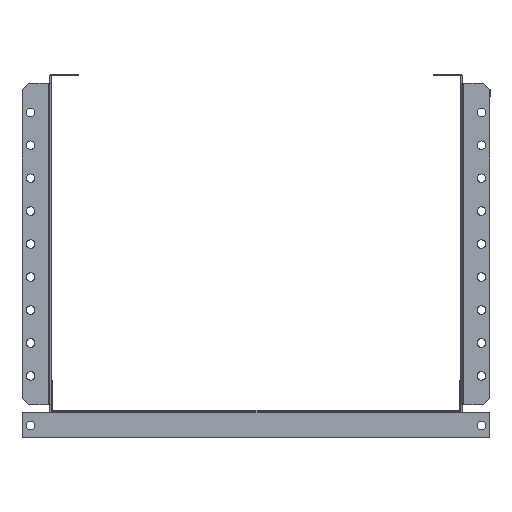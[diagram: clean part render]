
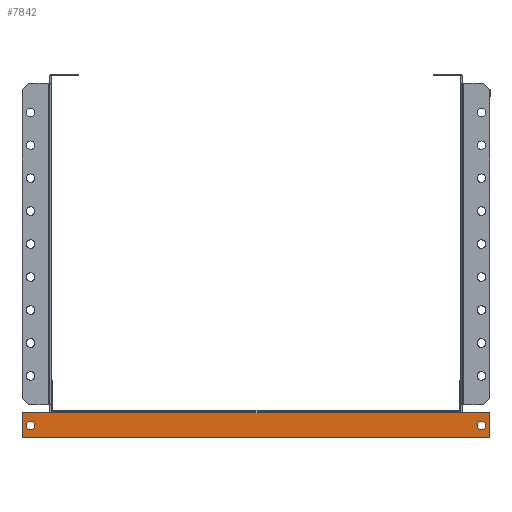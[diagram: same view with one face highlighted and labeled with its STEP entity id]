
A CAD part, left-side view. The second image highlights one B-rep face of the part: STEP entity #7842.
In plain terms, the highlighted planar face has unit normal (-1, 0, 0).
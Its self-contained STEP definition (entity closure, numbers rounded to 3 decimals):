
#263 = CARTESIAN_POINT ( 'NONE',  ( 0., 324.5, -11.5 ) ) ;
#394 = CARTESIAN_POINT ( 'NONE',  ( 0., -17.5, -14.75 ) ) ;
#474 = CARTESIAN_POINT ( 'NONE',  ( 0., 331., -2. ) ) ;
#824 = ORIENTED_EDGE ( 'NONE', *, *, #14348, .T. ) ;
#906 = EDGE_CURVE ( 'NONE', #21212, #7888, #20304, .T. ) ;
#1054 = CARTESIAN_POINT ( 'NONE',  ( 0., 324.5, -14.75 ) ) ;
#1272 = DIRECTION ( 'NONE',  ( 0., 1., 0. ) ) ;
#1859 = EDGE_CURVE ( 'NONE', #35379, #5882, #7680, .T. ) ;
#1982 = DIRECTION ( 'NONE',  ( 0., 0., 1. ) ) ;
#2140 = ORIENTED_EDGE ( 'NONE', *, *, #13698, .F. ) ;
#2492 = DIRECTION ( 'NONE',  ( 1., 0., 0. ) ) ;
#2992 = VERTEX_POINT ( 'NONE', #6606 ) ;
#3080 = CARTESIAN_POINT ( 'NONE',  ( 0., 0., 0. ) ) ;
#3728 = CIRCLE ( 'NONE', #17287, 3.25 ) ;
#4187 = CARTESIAN_POINT ( 'NONE',  ( 0., 324.5, -11.5 ) ) ;
#4370 = CARTESIAN_POINT ( 'NONE',  ( 0., 331., -2. ) ) ;
#4579 = DIRECTION ( 'NONE',  ( 1., 0., 0. ) ) ;
#5128 = CARTESIAN_POINT ( 'NONE',  ( 0., 0., -2. ) ) ;
#5440 = DIRECTION ( 'NONE',  ( 0., 0., -1. ) ) ;
#5746 = EDGE_CURVE ( 'NONE', #20040, #2992, #19560, .T. ) ;
#5839 = CIRCLE ( 'NONE', #26499, 3.25 ) ;
#5882 = VERTEX_POINT ( 'NONE', #17684 ) ;
#6252 = VECTOR ( 'NONE', #28376, 1000. ) ;
#6606 = CARTESIAN_POINT ( 'NONE',  ( 0., 307., -2. ) ) ;
#6928 = VERTEX_POINT ( 'NONE', #27876 ) ;
#7599 = VERTEX_POINT ( 'NONE', #394 ) ;
#7680 = LINE ( 'NONE', #4370, #35020 ) ;
#7842 = ADVANCED_FACE ( 'NONE', ( #31549, #16576, #11395 ), #25635, .T. ) ;
#7888 = VERTEX_POINT ( 'NONE', #22303 ) ;
#8052 = VECTOR ( 'NONE', #31741, 1000. ) ;
#8087 = VERTEX_POINT ( 'NONE', #24126 ) ;
#8298 = ORIENTED_EDGE ( 'NONE', *, *, #23357, .T. ) ;
#9180 = LINE ( 'NONE', #20462, #8052 ) ;
#9268 = EDGE_CURVE ( 'NONE', #15755, #6928, #26587, .T. ) ;
#9506 = VECTOR ( 'NONE', #36197, 1000. ) ;
#10642 = ORIENTED_EDGE ( 'NONE', *, *, #5746, .T. ) ;
#11027 = DIRECTION ( 'NONE',  ( 1., 0., 0. ) ) ;
#11395 = FACE_OUTER_BOUND ( 'NONE', #35023, .T. ) ;
#13371 = EDGE_CURVE ( 'NONE', #6928, #20040, #18807, .T. ) ;
#13475 = EDGE_LOOP ( 'NONE', ( #824, #8298 ) ) ;
#13698 = EDGE_CURVE ( 'NONE', #15755, #5882, #9180, .T. ) ;
#14203 = ORIENTED_EDGE ( 'NONE', *, *, #15883, .T. ) ;
#14348 = EDGE_CURVE ( 'NONE', #7599, #8087, #22840, .T. ) ;
#15680 = DIRECTION ( 'NONE',  ( 0., 0., 1. ) ) ;
#15755 = VERTEX_POINT ( 'NONE', #33372 ) ;
#15866 = DIRECTION ( 'NONE',  ( 0., 0., 1. ) ) ;
#15883 = EDGE_CURVE ( 'NONE', #2992, #35379, #31339, .T. ) ;
#16367 = CARTESIAN_POINT ( 'NONE',  ( 0., 0., -2. ) ) ;
#16576 = FACE_BOUND ( 'NONE', #13475, .T. ) ;
#16790 = AXIS2_PLACEMENT_3D ( 'NONE', #3080, #31370, #25806 ) ;
#17287 = AXIS2_PLACEMENT_3D ( 'NONE', #36374, #11027, #1982 ) ;
#17601 = ORIENTED_EDGE ( 'NONE', *, *, #33238, .T. ) ;
#17684 = CARTESIAN_POINT ( 'NONE',  ( 0., 331., -21. ) ) ;
#18639 = CARTESIAN_POINT ( 'NONE',  ( 0., -17.5, -11.5 ) ) ;
#18807 = LINE ( 'NONE', #35293, #23980 ) ;
#19560 = LINE ( 'NONE', #5128, #9506 ) ;
#19828 = ORIENTED_EDGE ( 'NONE', *, *, #906, .T. ) ;
#20040 = VERTEX_POINT ( 'NONE', #16367 ) ;
#20304 = CIRCLE ( 'NONE', #23843, 3.25 ) ;
#20462 = CARTESIAN_POINT ( 'NONE',  ( 0., 307., -21. ) ) ;
#21067 = AXIS2_PLACEMENT_3D ( 'NONE', #18639, #4579, #15866 ) ;
#21212 = VERTEX_POINT ( 'NONE', #1054 ) ;
#22303 = CARTESIAN_POINT ( 'NONE',  ( 0., 324.5, -8.25 ) ) ;
#22840 = CIRCLE ( 'NONE', #21067, 3.25 ) ;
#23357 = EDGE_CURVE ( 'NONE', #8087, #7599, #3728, .T. ) ;
#23843 = AXIS2_PLACEMENT_3D ( 'NONE', #4187, #25201, #36114 ) ;
#23980 = VECTOR ( 'NONE', #1272, 1000. ) ;
#24126 = CARTESIAN_POINT ( 'NONE',  ( 0., -17.5, -8.25 ) ) ;
#24497 = ORIENTED_EDGE ( 'NONE', *, *, #1859, .T. ) ;
#25201 = DIRECTION ( 'NONE',  ( 1., 0., 0. ) ) ;
#25603 = CARTESIAN_POINT ( 'NONE',  ( 0., 307., -2. ) ) ;
#25635 = PLANE ( 'NONE',  #16790 ) ;
#25806 = DIRECTION ( 'NONE',  ( 0., 0., 1. ) ) ;
#26499 = AXIS2_PLACEMENT_3D ( 'NONE', #263, #2492, #5440 ) ;
#26587 = LINE ( 'NONE', #32139, #35170 ) ;
#27282 = DIRECTION ( 'NONE',  ( 0., 0., -1. ) ) ;
#27876 = CARTESIAN_POINT ( 'NONE',  ( 0., -24., -2. ) ) ;
#28376 = DIRECTION ( 'NONE',  ( 0., 1., 0. ) ) ;
#29607 = ORIENTED_EDGE ( 'NONE', *, *, #9268, .T. ) ;
#31339 = LINE ( 'NONE', #25603, #6252 ) ;
#31370 = DIRECTION ( 'NONE',  ( -1., 0., 0. ) ) ;
#31376 = ORIENTED_EDGE ( 'NONE', *, *, #13371, .T. ) ;
#31549 = FACE_BOUND ( 'NONE', #32889, .T. ) ;
#31741 = DIRECTION ( 'NONE',  ( 0., 1., 0. ) ) ;
#32139 = CARTESIAN_POINT ( 'NONE',  ( 0., -24., -2. ) ) ;
#32889 = EDGE_LOOP ( 'NONE', ( #19828, #17601 ) ) ;
#33238 = EDGE_CURVE ( 'NONE', #7888, #21212, #5839, .T. ) ;
#33372 = CARTESIAN_POINT ( 'NONE',  ( 0., -24., -21. ) ) ;
#35020 = VECTOR ( 'NONE', #27282, 1000. ) ;
#35023 = EDGE_LOOP ( 'NONE', ( #2140, #29607, #31376, #10642, #14203, #24497 ) ) ;
#35170 = VECTOR ( 'NONE', #15680, 1000. ) ;
#35293 = CARTESIAN_POINT ( 'NONE',  ( 0., 0., -2. ) ) ;
#35379 = VERTEX_POINT ( 'NONE', #474 ) ;
#36114 = DIRECTION ( 'NONE',  ( 0., 0., -1. ) ) ;
#36197 = DIRECTION ( 'NONE',  ( 0., 1., 0. ) ) ;
#36374 = CARTESIAN_POINT ( 'NONE',  ( 0., -17.5, -11.5 ) ) ;
